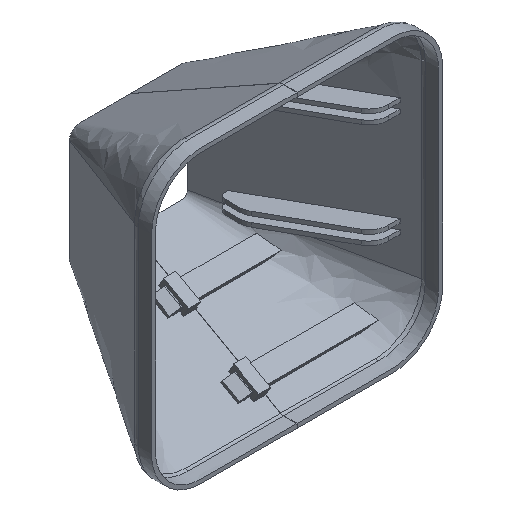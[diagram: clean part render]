
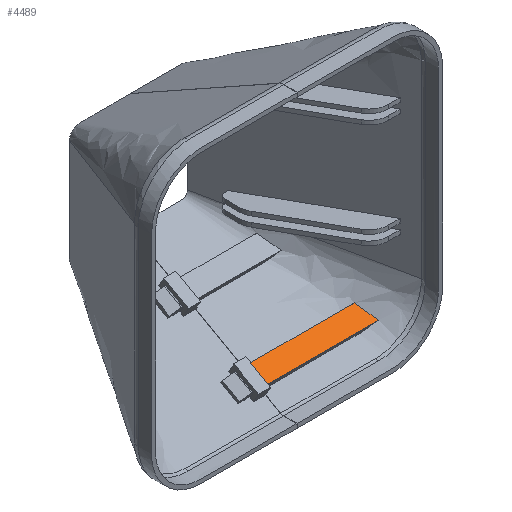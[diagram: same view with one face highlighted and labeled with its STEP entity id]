
A CAD part, isometric view. The second image highlights one B-rep face of the part: STEP entity #4489.
In plain terms, the highlighted planar face has unit normal (0, -0.489, 0.873).
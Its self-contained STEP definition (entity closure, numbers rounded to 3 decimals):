
#256 = EDGE_LOOP ( 'NONE', ( #6785, #16333, #13510, #15960 ) ) ;
#811 = CARTESIAN_POINT ( 'NONE',  ( 54.34, 21.965, -58.834 ) ) ;
#844 = DIRECTION ( 'NONE',  ( -1., 0., 0. ) ) ;
#1313 = FACE_OUTER_BOUND ( 'NONE', #256, .T. ) ;
#1911 = DIRECTION ( 'NONE',  ( -1., 0., 0. ) ) ;
#3093 = VECTOR ( 'NONE', #844, 1000. ) ;
#3493 = LINE ( 'NONE', #5845, #12570 ) ;
#3684 = DIRECTION ( 'NONE',  ( 0., 0.489, -0.873 ) ) ;
#4489 = ADVANCED_FACE ( 'NONE', ( #1313 ), #13192, .F. ) ;
#5845 = CARTESIAN_POINT ( 'NONE',  ( 73.826, 16.047, -62.148 ) ) ;
#6096 = LINE ( 'NONE', #14038, #13121 ) ;
#6785 = ORIENTED_EDGE ( 'NONE', *, *, #15635, .T. ) ;
#7649 = CARTESIAN_POINT ( 'NONE',  ( 56.566, 16.047, -62.148 ) ) ;
#7696 = EDGE_CURVE ( 'NONE', #7736, #13760, #9658, .T. ) ;
#7736 = VERTEX_POINT ( 'NONE', #15390 ) ;
#8127 = VERTEX_POINT ( 'NONE', #13470 ) ;
#8811 = DIRECTION ( 'NONE',  ( 0., 0.873, 0.489 ) ) ;
#9017 = CARTESIAN_POINT ( 'NONE',  ( 73.826, 16.047, -62.148 ) ) ;
#9658 = B_SPLINE_CURVE_WITH_KNOTS ( 'NONE', 3,
 ( #12773, #811, #9990, #10169 ),
 .UNSPECIFIED., .F., .F.,
 ( 4, 4 ),
 ( 0., 1. ),
 .UNSPECIFIED. ) ;
#9990 = CARTESIAN_POINT ( 'NONE',  ( 55.427, 19.086, -60.446 ) ) ;
#10169 = CARTESIAN_POINT ( 'NONE',  ( 56.566, 16.047, -62.148 ) ) ;
#10564 = CARTESIAN_POINT ( 'NONE',  ( -5.912, 16.047, -62.148 ) ) ;
#12570 = VECTOR ( 'NONE', #1911, 1000. ) ;
#12773 = CARTESIAN_POINT ( 'NONE',  ( 53.306, 24.685, -57.311 ) ) ;
#12979 = LINE ( 'NONE', #17091, #3093 ) ;
#13006 = EDGE_CURVE ( 'NONE', #16339, #8127, #6096, .T. ) ;
#13121 = VECTOR ( 'NONE', #8811, 1000. ) ;
#13192 = PLANE ( 'NONE',  #15403 ) ;
#13470 = CARTESIAN_POINT ( 'NONE',  ( -5.912, 24.685, -57.311 ) ) ;
#13510 = ORIENTED_EDGE ( 'NONE', *, *, #16925, .F. ) ;
#13760 = VERTEX_POINT ( 'NONE', #7649 ) ;
#14038 = CARTESIAN_POINT ( 'NONE',  ( -5.912, 12.518, -64.124 ) ) ;
#14331 = DIRECTION ( 'NONE',  ( -1., 0., 0. ) ) ;
#15390 = CARTESIAN_POINT ( 'NONE',  ( 53.306, 24.685, -57.311 ) ) ;
#15403 = AXIS2_PLACEMENT_3D ( 'NONE', #9017, #3684, #14331 ) ;
#15635 = EDGE_CURVE ( 'NONE', #7736, #8127, #12979, .T. ) ;
#15960 = ORIENTED_EDGE ( 'NONE', *, *, #7696, .F. ) ;
#16333 = ORIENTED_EDGE ( 'NONE', *, *, #13006, .F. ) ;
#16339 = VERTEX_POINT ( 'NONE', #10564 ) ;
#16925 = EDGE_CURVE ( 'NONE', #13760, #16339, #3493, .T. ) ;
#17091 = CARTESIAN_POINT ( 'NONE',  ( 73.826, 24.685, -57.311 ) ) ;
